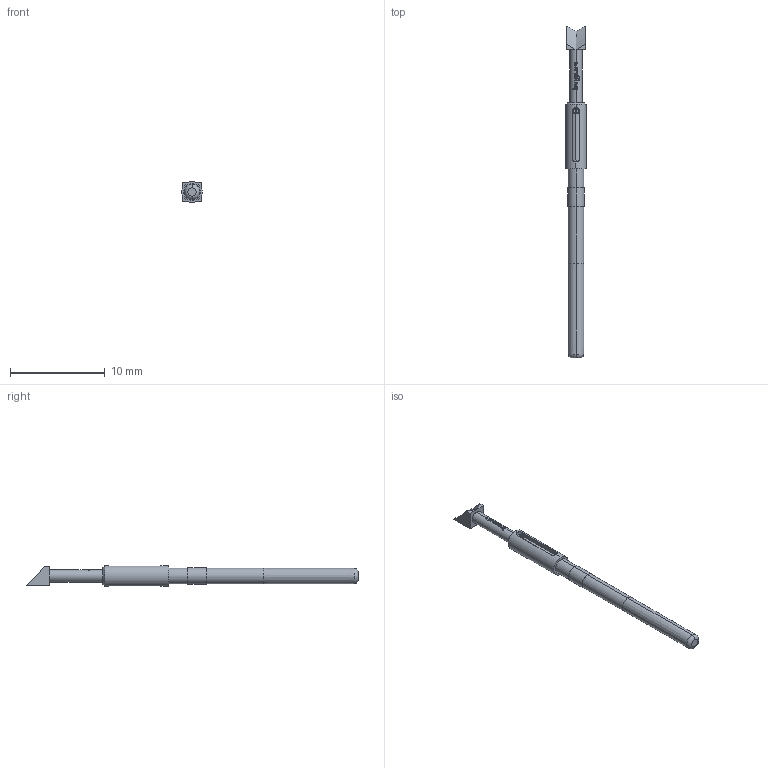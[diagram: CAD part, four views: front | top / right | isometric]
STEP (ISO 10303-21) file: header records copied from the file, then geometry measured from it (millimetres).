
FILE_DESCRIPTION (( 'STEP AP203' ), '1' );
FILE_NAME ('INGUN_GKS-710_226_200_A_xx07.STEP', '2021-12-20T09:31:10', ( 'ochi' ), ( '' ), 'SwSTEP 2.0', 'SolidWorks 2018', '' );
FILE_SCHEMA (( 'CONFIG_CONTROL_DESIGN' ));
Length unit declared in the file: millimetre
Products named in the file (1): INGUN_GKS-710_226_200_A_xx07
Bounding box: 2.2 x 35.1 x 2.2 mm (x, y, z)
Volume: 77.5 mm3; surface area: 212.1 mm2
Topology: 1 solids, 1 shells, 132 faces, 357 edges, 234 vertices
Faces by surface type: plane 63, cylinder 33, bspline 24, cone 10, torus 2
Entity records: 4573 total; most frequent: CARTESIAN_POINT 1373, ORIENTED_EDGE 714, DIRECTION 564, EDGE_CURVE 357, VERTEX_POINT 234, AXIS2_PLACEMENT_3D 211, VECTOR 142, LINE 142
